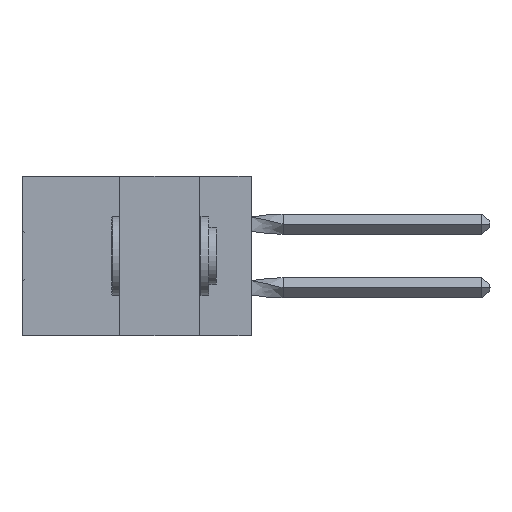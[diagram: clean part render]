
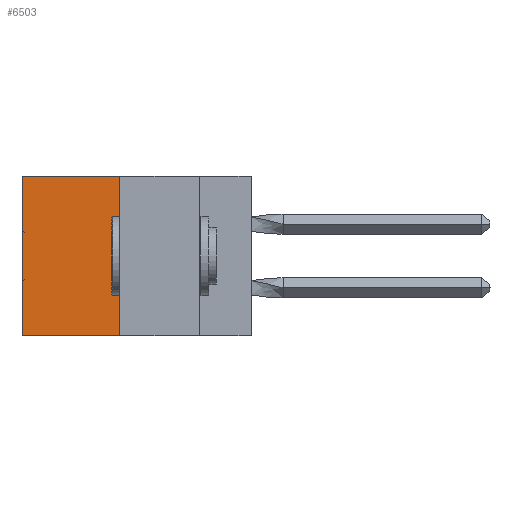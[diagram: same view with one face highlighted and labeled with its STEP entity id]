
A CAD part, left-side view. The second image highlights one B-rep face of the part: STEP entity #6503.
In plain terms, the highlighted planar face has unit normal (-1, 0, 0).
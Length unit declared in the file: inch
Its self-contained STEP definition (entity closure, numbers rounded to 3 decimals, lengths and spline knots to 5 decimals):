
#120 = PLANE ( 'NONE',  #51473 ) ;
#2791 = EDGE_CURVE ( 'NONE', #17699, #24372, #33570, .T. ) ;
#3027 = ORIENTED_EDGE ( 'NONE', *, *, #12507, .F. ) ;
#5000 = CARTESIAN_POINT ( 'NONE',  ( 0.305, 0.72, -0.5 ) ) ;
#6503 = ADVANCED_FACE ( 'NONE', ( #16334 ), #120, .F. ) ;
#6664 = LINE ( 'NONE', #38123, #47057 ) ;
#8258 = DIRECTION ( 'NONE',  ( 0., 0., -1. ) ) ;
#10770 = CARTESIAN_POINT ( 'NONE',  ( 0.305, 0.413, 0. ) ) ;
#12507 = EDGE_CURVE ( 'NONE', #45114, #24372, #6664, .T. ) ;
#13111 = VERTEX_POINT ( 'NONE', #34825 ) ;
#16334 = FACE_OUTER_BOUND ( 'NONE', #50170, .T. ) ;
#17699 = VERTEX_POINT ( 'NONE', #42015 ) ;
#18580 = EDGE_CURVE ( 'NONE', #13111, #45114, #33689, .T. ) ;
#24372 = VERTEX_POINT ( 'NONE', #5000 ) ;
#26885 = EDGE_CURVE ( 'NONE', #13111, #17699, #30492, .T. ) ;
#29846 = CARTESIAN_POINT ( 'NONE',  ( 0.305, 0.72, -0.5 ) ) ;
#30196 = ORIENTED_EDGE ( 'NONE', *, *, #2791, .T. ) ;
#30492 = LINE ( 'NONE', #10770, #51727 ) ;
#30530 = ORIENTED_EDGE ( 'NONE', *, *, #26885, .T. ) ;
#33570 = LINE ( 'NONE', #29846, #43513 ) ;
#33689 = LINE ( 'NONE', #35506, #39667 ) ;
#34825 = CARTESIAN_POINT ( 'NONE',  ( 0.305, 0.413, 0. ) ) ;
#35506 = CARTESIAN_POINT ( 'NONE',  ( 0.305, 0.413, -0.5 ) ) ;
#38115 = CARTESIAN_POINT ( 'NONE',  ( 0.305, 0.413, -0.5 ) ) ;
#38123 = CARTESIAN_POINT ( 'NONE',  ( 0.305, 0.413, -0.5 ) ) ;
#38206 = CARTESIAN_POINT ( 'NONE',  ( 0.305, 0.413, -0.5 ) ) ;
#39667 = VECTOR ( 'NONE', #54676, 39.37008 ) ;
#40324 = DIRECTION ( 'NONE',  ( 0., 1., 0. ) ) ;
#42015 = CARTESIAN_POINT ( 'NONE',  ( 0.305, 0.72, 0. ) ) ;
#43513 = VECTOR ( 'NONE', #8258, 39.37008 ) ;
#45069 = ORIENTED_EDGE ( 'NONE', *, *, #18580, .F. ) ;
#45114 = VERTEX_POINT ( 'NONE', #38115 ) ;
#46727 = DIRECTION ( 'NONE',  ( 1., 0., 0. ) ) ;
#46914 = DIRECTION ( 'NONE',  ( 0., 0., -1. ) ) ;
#47057 = VECTOR ( 'NONE', #50738, 39.37008 ) ;
#50170 = EDGE_LOOP ( 'NONE', ( #30196, #3027, #45069, #30530 ) ) ;
#50738 = DIRECTION ( 'NONE',  ( 0., 1., 0. ) ) ;
#51473 = AXIS2_PLACEMENT_3D ( 'NONE', #38206, #46727, #46914 ) ;
#51727 = VECTOR ( 'NONE', #40324, 39.37008 ) ;
#54676 = DIRECTION ( 'NONE',  ( 0., 0., -1. ) ) ;
